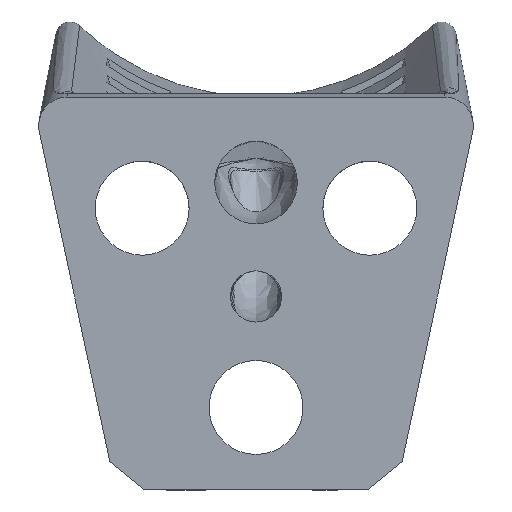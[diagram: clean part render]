
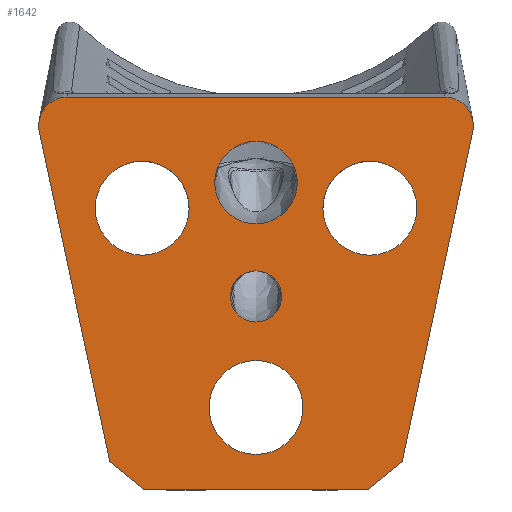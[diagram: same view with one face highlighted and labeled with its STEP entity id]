
A CAD part, front view. The second image highlights one B-rep face of the part: STEP entity #1642.
In plain terms, the highlighted planar face has unit normal (0, -1, 0).
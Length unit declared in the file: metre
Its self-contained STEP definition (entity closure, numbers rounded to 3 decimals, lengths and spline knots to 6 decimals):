
#34=CIRCLE('',#1734,0.00165);
#35=CIRCLE('',#1739,0.00165);
#60=CIRCLE('',#1782,0.00165);
#61=CIRCLE('',#1785,0.00145);
#62=CIRCLE('',#1786,0.0009);
#112=ELLIPSE('',#1787,0.001004,0.001);
#113=ELLIPSE('',#1788,0.001004,0.001);
#343=ORIENTED_EDGE('',*,*,#852,.F.);
#344=ORIENTED_EDGE('',*,*,#853,.F.);
#345=ORIENTED_EDGE('',*,*,#837,.F.);
#346=ORIENTED_EDGE('',*,*,#854,.T.);
#347=ORIENTED_EDGE('',*,*,#851,.T.);
#348=ORIENTED_EDGE('',*,*,#855,.T.);
#349=ORIENTED_EDGE('',*,*,#821,.F.);
#350=ORIENTED_EDGE('',*,*,#856,.T.);
#351=ORIENTED_EDGE('',*,*,#828,.F.);
#352=ORIENTED_EDGE('',*,*,#857,.T.);
#353=ORIENTED_EDGE('',*,*,#730,.F.);
#354=ORIENTED_EDGE('',*,*,#842,.F.);
#355=ORIENTED_EDGE('',*,*,#737,.T.);
#730=EDGE_CURVE('',#985,#985,#34,.T.);
#737=EDGE_CURVE('',#992,#992,#35,.T.);
#821=EDGE_CURVE('',#1076,#1077,#1173,.F.);
#828=EDGE_CURVE('',#1083,#1084,#1180,.F.);
#837=EDGE_CURVE('',#1092,#1093,#1187,.T.);
#842=EDGE_CURVE('',#1096,#1096,#60,.T.);
#851=EDGE_CURVE('',#1097,#1105,#1196,.T.);
#852=EDGE_CURVE('',#1106,#1106,#61,.T.);
#853=EDGE_CURVE('',#1107,#1107,#62,.T.);
#854=EDGE_CURVE('',#1092,#1097,#1197,.T.);
#855=EDGE_CURVE('',#1105,#1077,#112,.T.);
#856=EDGE_CURVE('',#1076,#1084,#113,.T.);
#857=EDGE_CURVE('',#1083,#1093,#1198,.T.);
#985=VERTEX_POINT('',#2329);
#992=VERTEX_POINT('',#2358);
#1076=VERTEX_POINT('',#2654);
#1077=VERTEX_POINT('',#2656);
#1083=VERTEX_POINT('',#2669);
#1084=VERTEX_POINT('',#2671);
#1092=VERTEX_POINT('',#2694);
#1093=VERTEX_POINT('',#2696);
#1096=VERTEX_POINT('',#2719);
#1097=VERTEX_POINT('',#2722);
#1105=VERTEX_POINT('',#2743);
#1106=VERTEX_POINT('',#2747);
#1107=VERTEX_POINT('',#2749);
#1173=LINE('',#2655,#1276);
#1180=LINE('',#2670,#1283);
#1187=LINE('',#2695,#1290);
#1196=LINE('',#2744,#1299);
#1197=LINE('',#2750,#1300);
#1198=LINE('',#2753,#1301);
#1276=VECTOR('',#2010,1.);
#1283=VECTOR('',#2019,1.);
#1290=VECTOR('',#2028,1.);
#1299=VECTOR('',#2045,1.);
#1300=VECTOR('',#2052,1.);
#1301=VECTOR('',#2057,1.);
#1381=EDGE_LOOP('',(#343));
#1382=EDGE_LOOP('',(#344));
#1383=EDGE_LOOP('',(#345,#346,#347,#348,#349,#350,#351,#352));
#1384=EDGE_LOOP('',(#353));
#1385=EDGE_LOOP('',(#354));
#1386=EDGE_LOOP('',(#355));
#1500=FACE_BOUND('',#1381,.T.);
#1501=FACE_BOUND('',#1382,.T.);
#1502=FACE_BOUND('',#1383,.T.);
#1503=FACE_BOUND('',#1384,.T.);
#1504=FACE_BOUND('',#1385,.T.);
#1505=FACE_BOUND('',#1386,.T.);
#1594=PLANE('',#1784);
#1642=ADVANCED_FACE('',(#1500,#1501,#1502,#1503,#1504,#1505),#1594,.T.);
#1734=AXIS2_PLACEMENT_3D('',#2328,#1897,#1898);
#1739=AXIS2_PLACEMENT_3D('',#2357,#1907,#1908);
#1782=AXIS2_PLACEMENT_3D('',#2718,#2035,#2036);
#1784=AXIS2_PLACEMENT_3D('',#2745,#2046,#2047);
#1785=AXIS2_PLACEMENT_3D('',#2746,#2048,#2049);
#1786=AXIS2_PLACEMENT_3D('',#2748,#2050,#2051);
#1787=AXIS2_PLACEMENT_3D('',#2751,#2053,#2054);
#1788=AXIS2_PLACEMENT_3D('',#2752,#2055,#2056);
#1897=DIRECTION('',(0.,-1.,0.));
#1898=DIRECTION('',(0.,0.,-1.));
#1907=DIRECTION('',(0.,1.,0.));
#1908=DIRECTION('',(0.,0.,-1.));
#2010=DIRECTION('',(-1.,0.,0.));
#2019=DIRECTION('',(0.21,0.,-0.978));
#2028=DIRECTION('',(-1.,0.,0.));
#2035=DIRECTION('',(0.,-1.,0.));
#2036=DIRECTION('',(0.,0.,-1.));
#2045=DIRECTION('',(0.21,0.,0.978));
#2046=DIRECTION('',(0.,-1.,0.));
#2047=DIRECTION('',(1.,0.,0.));
#2048=DIRECTION('',(0.,-1.,0.));
#2049=DIRECTION('',(0.,0.,-1.));
#2050=DIRECTION('',(0.,-1.,0.));
#2051=DIRECTION('',(0.,0.,-1.));
#2052=DIRECTION('',(0.778,0.,0.628));
#2053=DIRECTION('',(0.,-1.,0.));
#2054=DIRECTION('',(0.19,0.,-0.982));
#2055=DIRECTION('',(0.,-1.,0.));
#2056=DIRECTION('',(-0.19,0.,-0.982));
#2057=DIRECTION('',(0.778,0.,-0.628));
#2328=CARTESIAN_POINT('',(0.004,0.,0.01));
#2329=CARTESIAN_POINT('',(0.004,0.,0.00835));
#2357=CARTESIAN_POINT('',(-0.004,0.,0.01));
#2358=CARTESIAN_POINT('',(-0.004,0.,0.00835));
#2654=CARTESIAN_POINT('',(-0.006636,0.,0.0139));
#2655=CARTESIAN_POINT('',(0.,0.,0.0139));
#2656=CARTESIAN_POINT('',(0.006636,0.,0.0139));
#2669=CARTESIAN_POINT('',(-0.005129,0.,0.001078));
#2670=CARTESIAN_POINT('',(-0.006117,0.,0.005689));
#2671=CARTESIAN_POINT('',(-0.007616,0.,0.012684));
#2694=CARTESIAN_POINT('',(0.003919,0.,0.0001));
#2695=CARTESIAN_POINT('',(-0.00246,0.,0.0001));
#2696=CARTESIAN_POINT('',(-0.003919,0.,0.0001));
#2718=CARTESIAN_POINT('',(0.,0.,0.003));
#2719=CARTESIAN_POINT('',(0.,0.,0.00135));
#2722=CARTESIAN_POINT('',(0.005129,0.,0.001078));
#2743=CARTESIAN_POINT('',(0.007616,0.,0.012684));
#2744=CARTESIAN_POINT('',(0.006117,0.,0.005689));
#2745=CARTESIAN_POINT('',(0.,0.,0.007));
#2746=CARTESIAN_POINT('',(0.,0.,0.0109));
#2747=CARTESIAN_POINT('',(0.,0.,0.00945));
#2748=CARTESIAN_POINT('',(0.,0.,0.0069));
#2749=CARTESIAN_POINT('',(0.,0.,0.006));
#2750=CARTESIAN_POINT('',(0.004921,0.,0.00091));
#2751=CARTESIAN_POINT('',(0.006638,0.,0.012896));
#2752=CARTESIAN_POINT('',(-0.006638,0.,0.012896));
#2753=CARTESIAN_POINT('',(-0.004921,0.,0.00091));
